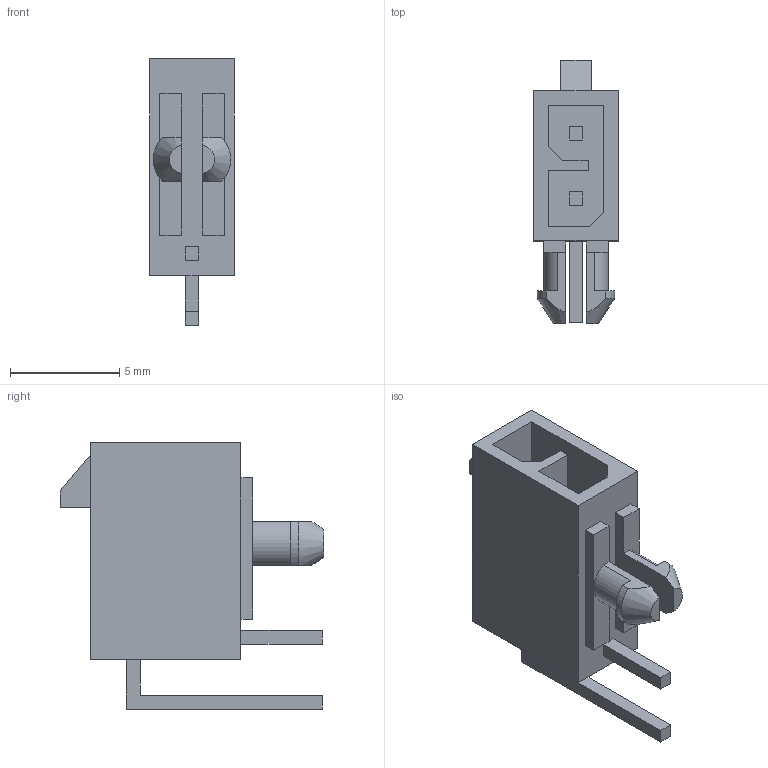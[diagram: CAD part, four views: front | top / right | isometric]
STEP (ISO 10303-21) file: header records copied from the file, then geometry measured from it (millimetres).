
FILE_DESCRIPTION((''),'2;1');
FILE_NAME('2125280200','2020-12-11T',('gga'),(''),'PRO/ENGINEER BY PARAMETRIC TECHNOLOGY CORPORATION, 2016010','PRO/ENGINEER BY PARAMETRIC TECHNOLOGY CORPORATION, 2016010','');
FILE_SCHEMA(('CONFIG_CONTROL_DESIGN'));
Length unit declared in the file: millimetre
Products named in the file (1): 2125280200
Bounding box: 3.85 x 12.05 x 12.18 mm (x, y, z)
Volume: 249.2 mm3; surface area: 421.5 mm2
Topology: 1 solids, 1 shells, 70 faces, 186 edges, 128 vertices
Faces by surface type: plane 64, cylinder 4, cone 2
Entity records: 2210 total; most frequent: CARTESIAN_POINT 421, ORIENTED_EDGE 356, DIRECTION 338, EDGE_CURVE 178, VECTOR 160, LINE 160, VERTEX_POINT 118, AXIS2_PLACEMENT_3D 89
